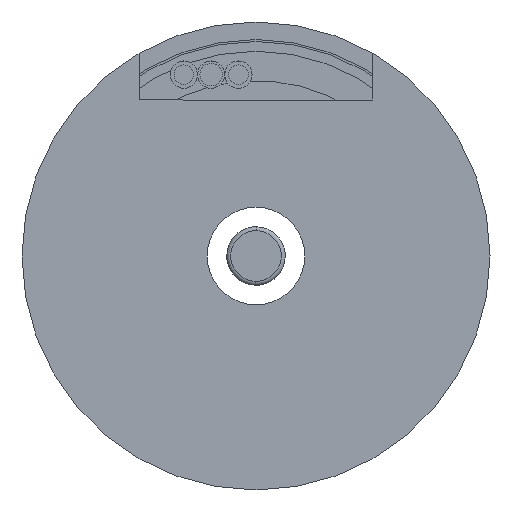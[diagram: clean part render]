
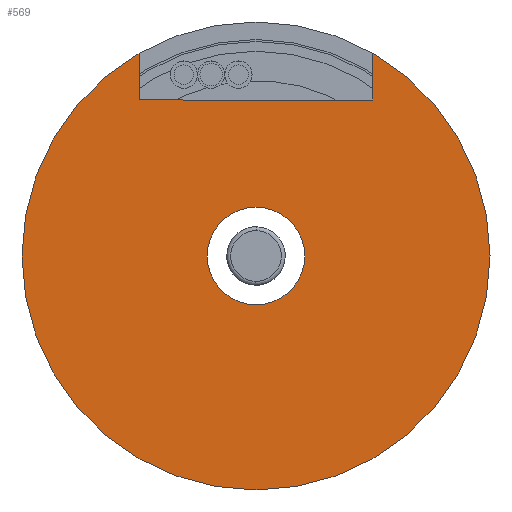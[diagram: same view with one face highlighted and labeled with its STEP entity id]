
A CAD part, front view. The second image highlights one B-rep face of the part: STEP entity #569.
In plain terms, the highlighted planar face has unit normal (0, -1, 0).
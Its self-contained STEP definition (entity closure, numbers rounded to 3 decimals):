
#88 = LINE ( 'NONE', #3196, #1060 ) ;
#93 = AXIS2_PLACEMENT_3D ( 'NONE', #3569, #1062, #1454 ) ;
#112 = CARTESIAN_POINT ( 'NONE',  ( 0., 0., -6. ) ) ;
#115 = CARTESIAN_POINT ( 'NONE',  ( 0., 0., 1.25 ) ) ;
#145 = DIRECTION ( 'NONE',  ( 1., 0., 0. ) ) ;
#161 = FACE_BOUND ( 'NONE', #1407, .T. ) ;
#254 = DIRECTION ( 'NONE',  ( 0., 0., -1. ) ) ;
#293 = VERTEX_POINT ( 'NONE', #115 ) ;
#317 = CIRCLE ( 'NONE', #2498, 6. ) ;
#329 = ORIENTED_EDGE ( 'NONE', *, *, #3770, .F. ) ;
#356 = VERTEX_POINT ( 'NONE', #112 ) ;
#404 = DIRECTION ( 'NONE',  ( 0., 0., -1. ) ) ;
#432 = DIRECTION ( 'NONE',  ( 0., -1., 0. ) ) ;
#446 = CARTESIAN_POINT ( 'NONE',  ( 0., 0., 0. ) ) ;
#490 = CIRCLE ( 'NONE', #2687, 6. ) ;
#491 = DIRECTION ( 'NONE',  ( 0., 0., -1. ) ) ;
#500 = CARTESIAN_POINT ( 'NONE',  ( 0., 0., 0. ) ) ;
#512 = DIRECTION ( 'NONE',  ( 0., -1., 0. ) ) ;
#564 = CARTESIAN_POINT ( 'NONE',  ( 4., 0., -3. ) ) ;
#569 = ADVANCED_FACE ( 'NONE', ( #2048, #161 ), #1467, .T. ) ;
#579 = EDGE_CURVE ( 'NONE', #293, #2281, #3621, .T. ) ;
#619 = ORIENTED_EDGE ( 'NONE', *, *, #2329, .F. ) ;
#661 = DIRECTION ( 'NONE',  ( 0., 0., -1. ) ) ;
#687 = DIRECTION ( 'NONE',  ( 0., -1., 0. ) ) ;
#695 = ORIENTED_EDGE ( 'NONE', *, *, #1120, .T. ) ;
#742 = CARTESIAN_POINT ( 'NONE',  ( 0., 0., 0. ) ) ;
#832 = DIRECTION ( 'NONE',  ( 0., -1., 0. ) ) ;
#889 = DIRECTION ( 'NONE',  ( 0., -1., 0. ) ) ;
#918 = VERTEX_POINT ( 'NONE', #1394 ) ;
#940 = ORIENTED_EDGE ( 'NONE', *, *, #1882, .F. ) ;
#1060 = VECTOR ( 'NONE', #2580, 1000. ) ;
#1062 = DIRECTION ( 'NONE',  ( 0., -1., 0. ) ) ;
#1075 = ORIENTED_EDGE ( 'NONE', *, *, #3313, .T. ) ;
#1090 = CARTESIAN_POINT ( 'NONE',  ( 5.196, 0., 3. ) ) ;
#1120 = EDGE_CURVE ( 'NONE', #356, #1349, #2002, .T. ) ;
#1283 = EDGE_CURVE ( 'NONE', #2880, #3491, #88, .T. ) ;
#1325 = ORIENTED_EDGE ( 'NONE', *, *, #579, .F. ) ;
#1346 = CARTESIAN_POINT ( 'NONE',  ( 8., 0., -3. ) ) ;
#1349 = VERTEX_POINT ( 'NONE', #3559 ) ;
#1394 = CARTESIAN_POINT ( 'NONE',  ( 0., 0., 6. ) ) ;
#1407 = EDGE_LOOP ( 'NONE', ( #329, #1325 ) ) ;
#1454 = DIRECTION ( 'NONE',  ( 0., 0., -1. ) ) ;
#1467 = PLANE ( 'NONE',  #3678 ) ;
#1529 = EDGE_LOOP ( 'NONE', ( #3785, #1075, #2928, #695, #619, #940 ) ) ;
#1620 = VECTOR ( 'NONE', #254, 1000. ) ;
#1800 = VERTEX_POINT ( 'NONE', #564 ) ;
#1840 = CARTESIAN_POINT ( 'NONE',  ( 1.25, 0., 0. ) ) ;
#1882 = EDGE_CURVE ( 'NONE', #3491, #1800, #1905, .T. ) ;
#1905 = LINE ( 'NONE', #3344, #1620 ) ;
#2002 = CIRCLE ( 'NONE', #2520, 6. ) ;
#2048 = FACE_OUTER_BOUND ( 'NONE', #1529, .T. ) ;
#2200 = VECTOR ( 'NONE', #145, 1000. ) ;
#2281 = VERTEX_POINT ( 'NONE', #3757 ) ;
#2329 = EDGE_CURVE ( 'NONE', #1800, #1349, #3640, .T. ) ;
#2330 = AXIS2_PLACEMENT_3D ( 'NONE', #742, #687, #661 ) ;
#2365 = CARTESIAN_POINT ( 'NONE',  ( 0., 0., 0. ) ) ;
#2498 = AXIS2_PLACEMENT_3D ( 'NONE', #2365, #832, #2834 ) ;
#2520 = AXIS2_PLACEMENT_3D ( 'NONE', #446, #432, #491 ) ;
#2566 = EDGE_CURVE ( 'NONE', #918, #356, #317, .T. ) ;
#2580 = DIRECTION ( 'NONE',  ( -1., 0., 0. ) ) ;
#2687 = AXIS2_PLACEMENT_3D ( 'NONE', #500, #512, #404 ) ;
#2834 = DIRECTION ( 'NONE',  ( 0., 0., -1. ) ) ;
#2880 = VERTEX_POINT ( 'NONE', #1090 ) ;
#2907 = CARTESIAN_POINT ( 'NONE',  ( 4., 0., 3. ) ) ;
#2928 = ORIENTED_EDGE ( 'NONE', *, *, #2566, .T. ) ;
#2992 = DIRECTION ( 'NONE',  ( 0., 0., -1. ) ) ;
#3196 = CARTESIAN_POINT ( 'NONE',  ( 8., 0., 3. ) ) ;
#3313 = EDGE_CURVE ( 'NONE', #2880, #918, #490, .T. ) ;
#3344 = CARTESIAN_POINT ( 'NONE',  ( 4., 0., -3. ) ) ;
#3475 = CIRCLE ( 'NONE', #2330, 1.25 ) ;
#3491 = VERTEX_POINT ( 'NONE', #2907 ) ;
#3559 = CARTESIAN_POINT ( 'NONE',  ( 5.196, 0., -3. ) ) ;
#3569 = CARTESIAN_POINT ( 'NONE',  ( 0., 0., 0. ) ) ;
#3621 = CIRCLE ( 'NONE', #93, 1.25 ) ;
#3640 = LINE ( 'NONE', #1346, #2200 ) ;
#3678 = AXIS2_PLACEMENT_3D ( 'NONE', #1840, #889, #2992 ) ;
#3757 = CARTESIAN_POINT ( 'NONE',  ( 0., 0., -1.25 ) ) ;
#3770 = EDGE_CURVE ( 'NONE', #2281, #293, #3475, .T. ) ;
#3785 = ORIENTED_EDGE ( 'NONE', *, *, #1283, .F. ) ;
